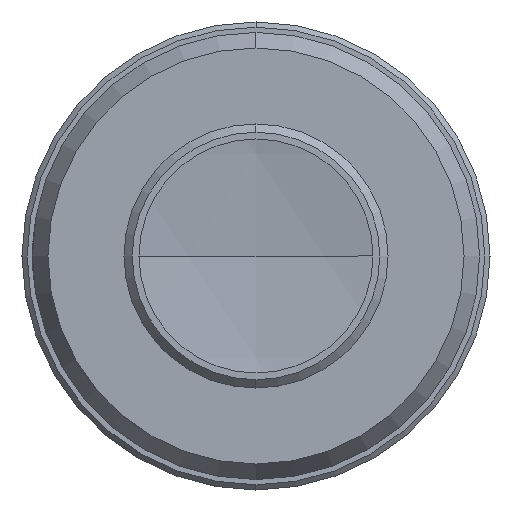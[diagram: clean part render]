
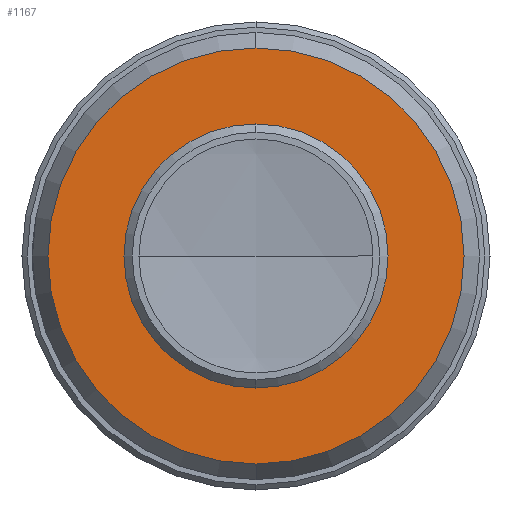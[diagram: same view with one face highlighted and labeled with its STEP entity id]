
A CAD part, left-side view. The second image highlights one B-rep face of the part: STEP entity #1167.
In plain terms, the highlighted planar face has unit normal (-1, 0, 0).
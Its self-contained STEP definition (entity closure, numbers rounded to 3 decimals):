
#2 = CIRCLE ( 'NONE', #3551, 12. ) ;
#13 = AXIS2_PLACEMENT_3D ( 'NONE', #4028, #1631, #4412 ) ;
#70 = ORIENTED_EDGE ( 'NONE', *, *, #1239, .F. ) ;
#160 = ORIENTED_EDGE ( 'NONE', *, *, #433, .F. ) ;
#166 = VERTEX_POINT ( 'NONE', #434 ) ;
#218 = CIRCLE ( 'NONE', #13, 20. ) ;
#309 = DIRECTION ( 'NONE',  ( 0., 0., 1. ) ) ;
#343 = CARTESIAN_POINT ( 'NONE',  ( -87.691, 0., -20. ) ) ;
#365 = CARTESIAN_POINT ( 'NONE',  ( -87.691, 0., 0. ) ) ;
#433 = EDGE_CURVE ( 'NONE', #166, #4017, #2797, .T. ) ;
#434 = CARTESIAN_POINT ( 'NONE',  ( -87.691, 0., 20. ) ) ;
#559 = VERTEX_POINT ( 'NONE', #4391 ) ;
#610 = FACE_BOUND ( 'NONE', #4934, .T. ) ;
#762 = DIRECTION ( 'NONE',  ( 0., 0., -1. ) ) ;
#853 = AXIS2_PLACEMENT_3D ( 'NONE', #3897, #1507, #4291 ) ;
#1167 = ADVANCED_FACE ( 'NONE', ( #610, #1674 ), #1905, .T. ) ;
#1239 = EDGE_CURVE ( 'NONE', #4017, #166, #218, .T. ) ;
#1293 = CIRCLE ( 'NONE', #853, 12. ) ;
#1507 = DIRECTION ( 'NONE',  ( 1., 0., 0. ) ) ;
#1593 = ORIENTED_EDGE ( 'NONE', *, *, #2232, .T. ) ;
#1631 = DIRECTION ( 'NONE',  ( 1., 0., 0. ) ) ;
#1674 = FACE_OUTER_BOUND ( 'NONE', #3273, .T. ) ;
#1905 = PLANE ( 'NONE',  #4409 ) ;
#2232 = EDGE_CURVE ( 'NONE', #2403, #559, #2, .T. ) ;
#2259 = DIRECTION ( 'NONE',  ( 1., 0., 0. ) ) ;
#2403 = VERTEX_POINT ( 'NONE', #4054 ) ;
#2459 = AXIS2_PLACEMENT_3D ( 'NONE', #365, #3165, #762 ) ;
#2727 = DIRECTION ( 'NONE',  ( -1., 0., 0. ) ) ;
#2797 = CIRCLE ( 'NONE', #2459, 20. ) ;
#2960 = ORIENTED_EDGE ( 'NONE', *, *, #3928, .T. ) ;
#3165 = DIRECTION ( 'NONE',  ( 1., 0., 0. ) ) ;
#3273 = EDGE_LOOP ( 'NONE', ( #70, #160 ) ) ;
#3551 = AXIS2_PLACEMENT_3D ( 'NONE', #4623, #2259, #5024 ) ;
#3897 = CARTESIAN_POINT ( 'NONE',  ( -87.691, 0., 0. ) ) ;
#3928 = EDGE_CURVE ( 'NONE', #559, #2403, #1293, .T. ) ;
#4017 = VERTEX_POINT ( 'NONE', #343 ) ;
#4028 = CARTESIAN_POINT ( 'NONE',  ( -87.691, 0., 0. ) ) ;
#4054 = CARTESIAN_POINT ( 'NONE',  ( -87.691, 0., 12. ) ) ;
#4291 = DIRECTION ( 'NONE',  ( 0., 0., -1. ) ) ;
#4391 = CARTESIAN_POINT ( 'NONE',  ( -87.691, 0., -12. ) ) ;
#4409 = AXIS2_PLACEMENT_3D ( 'NONE', #5102, #2727, #309 ) ;
#4412 = DIRECTION ( 'NONE',  ( 0., 0., -1. ) ) ;
#4623 = CARTESIAN_POINT ( 'NONE',  ( -87.691, 0., 0. ) ) ;
#4934 = EDGE_LOOP ( 'NONE', ( #2960, #1593 ) ) ;
#5024 = DIRECTION ( 'NONE',  ( 0., 0., -1. ) ) ;
#5102 = CARTESIAN_POINT ( 'NONE',  ( -87.691, 12., 0. ) ) ;
